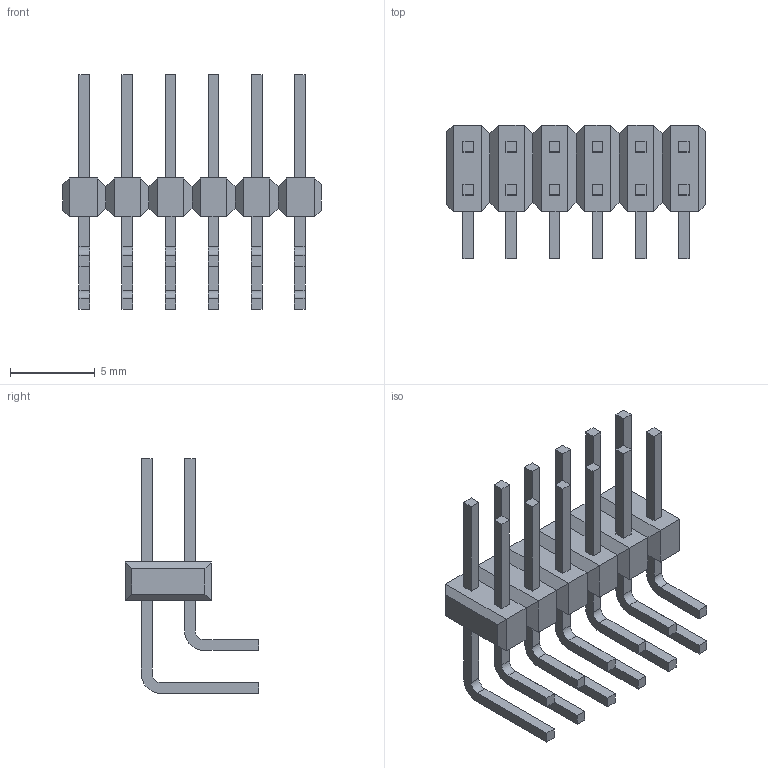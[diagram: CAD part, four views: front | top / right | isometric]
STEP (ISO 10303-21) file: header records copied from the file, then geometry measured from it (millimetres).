
FILE_DESCRIPTION((''),'2;1');
FILE_NAME('717640112','2017-03-28T',('ghp'),(''),'PRO/ENGINEER BY PARAMETRIC TECHNOLOGY CORPORATION, 2012310','PRO/ENGINEER BY PARAMETRIC TECHNOLOGY CORPORATION, 2012310','');
FILE_SCHEMA(('CONFIG_CONTROL_DESIGN'));
Length unit declared in the file: inch
Products named in the file (1): 717640112
Bounding box: 15.24 x 7.87 x 13.84 mm (x, y, z)
Volume: 230.1 mm3; surface area: 712.7 mm2
Topology: 1 solids, 1 shells, 242 faces, 604 edges, 388 vertices
Faces by surface type: plane 218, cylinder 24
Entity records: 7057 total; most frequent: CARTESIAN_POINT 1211, DIRECTION 1162, ORIENTED_EDGE 1160, EDGE_CURVE 580, VECTOR 532, LINE 532, VERTEX_POINT 364, AXIS2_PLACEMENT_3D 315
